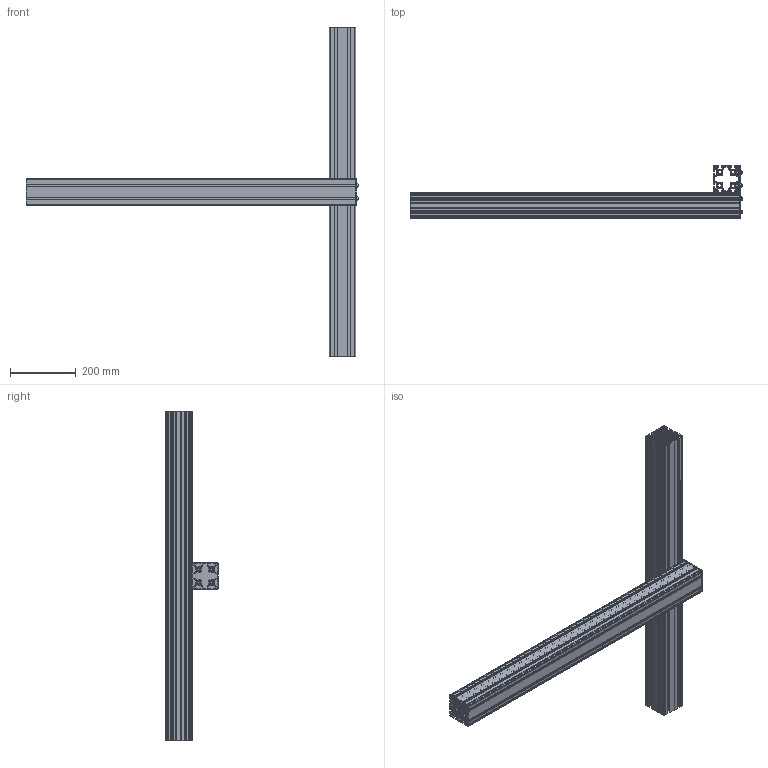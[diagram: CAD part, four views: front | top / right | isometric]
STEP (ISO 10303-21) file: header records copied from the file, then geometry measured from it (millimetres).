
FILE_DESCRIPTION(('HOOPS Exchange Step'),'2;1');
FILE_NAME('export-B03F3CD7-2D2C-46BF-BD63-12747DE7EEB7.stp','2022-04-02T16:13:50+02:00',('Engineering'),('Alibre'),'HOOPS Exchange 2021.0','Alibre','Unknown authorisation');
FILE_SCHEMA( ('AP242_MANAGED_MODEL_BASED_3D_ENGINEERING_MIM_LF {1 0 10303 442 1 1 4 }') );
Length unit declared in the file: millimetre
Products named in the file (6): 1941 MayTec Profile 80x80 8E, LP (light) L=1000mm; 1304 Maytec Threaded Insert M14-M8 L=30mm; 5886 DCNC 80x160x3mm bracket; 133 MayTec T-nut for E-slot (profile group 40) M8; 801 ISO 7380 Metric Screws ISO 7380 M8x12 -12.9; 5886 Connection Example
Assembly tree (19 placements, depth 2):
  5886 Connection Example
    1941 MayTec Profile 80x80 8E, LP (light) L=1000mm  x2
    1304 Maytec Threaded Insert M14-M8 L=30mm  x4
    5886 DCNC 80x160x3mm bracket
    133 MayTec T-nut for E-slot (profile group 40) M8  x4
    801 ISO 7380 Metric Screws ISO 7380 M8x12 -12.9  x8
Bounding box: 1007.4 x 160 x 1000 mm (x, y, z)
Volume: 3001306.9 mm3; surface area: 2805015.5 mm2
Topology: 19 solids, 19 shells, 1386 faces, 3984 edges, 2632 vertices
Faces by surface type: plane 870, cylinder 388, cone 72, torus 56
Full cylindrical faces by diameter (mm): 8.2 x8
Entity records: 18959 total; most frequent: CARTESIAN_POINT 3538, ORIENTED_EDGE 3246, DIRECTION 3150, EDGE_CURVE 1623, VECTOR 1208, LINE 1208, VERTEX_POINT 1081, AXIS2_PLACEMENT_3D 971
